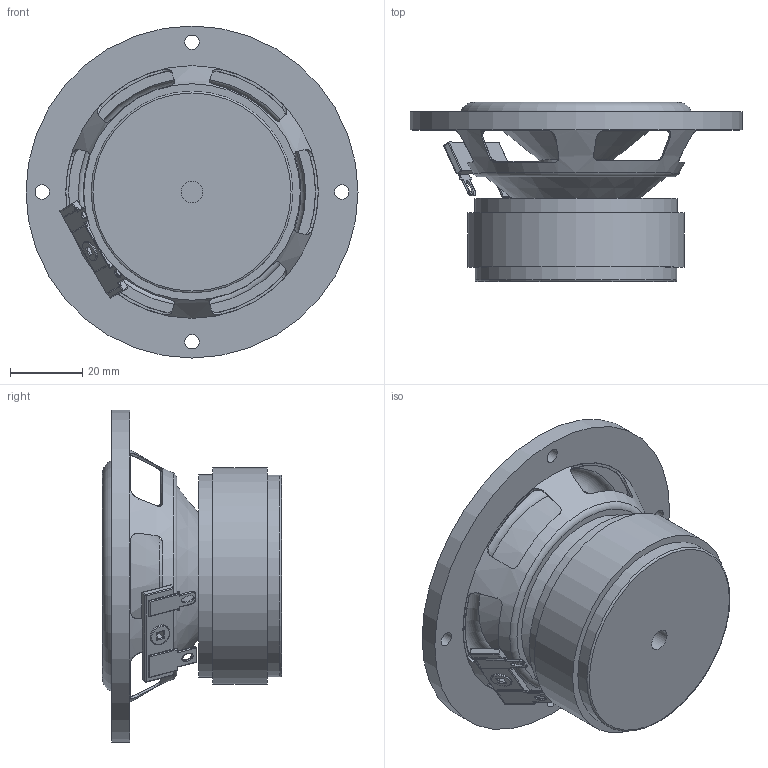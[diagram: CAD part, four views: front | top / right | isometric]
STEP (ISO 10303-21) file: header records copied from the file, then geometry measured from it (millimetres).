
FILE_DESCRIPTION(/* description */ (''),/* implementation_level */ '2;1');
FILE_NAME(/* name */ 'AS09208AR-R.ipt.stp',/* time_stamp */ '2020-05-28T14:50:24-04:00',/* author */ ('vandenbroek'),/* organization */ (''),/* preprocessor_version */ 'ST-DEVELOPER v16.1',/* originating_system */ 'Autodesk Inventor 2016',/* authorisation */ '');
FILE_SCHEMA (('AUTOMOTIVE_DESIGN { 1 0 10303 214 3 1 1 }'));
Length unit declared in the file: millimetre
Products named in the file (1): AS09208AR-R
Bounding box: 92 x 49.61 x 92 mm (x, y, z)
Volume: 88517.8 mm3; surface area: 42683.7 mm2
Topology: 3 solids, 3 shells, 202 faces, 492 edges, 308 vertices
Faces by surface type: cylinder 83, plane 81, torus 22, cone 7, sphere 5, bspline 4
Full cylindrical faces by diameter (mm): 4 x4, 6 x2, 15 x1, 20 x1, 20.4 x1, 20.564 x1, 22 x1, 24 x1, 46 x1, 55.191 x1, 55.9 x1, 56 x1, 60 x1, 70 x2, 77 x1, 92 x1
Entity records: 6410 total; most frequent: CARTESIAN_POINT 1706, DIRECTION 914, ORIENTED_EDGE 864, EDGE_CURVE 431, AXIS2_PLACEMENT_3D 367, VERTEX_POINT 299, EDGE_LOOP 294, FACE_OUTER_BOUND 202
